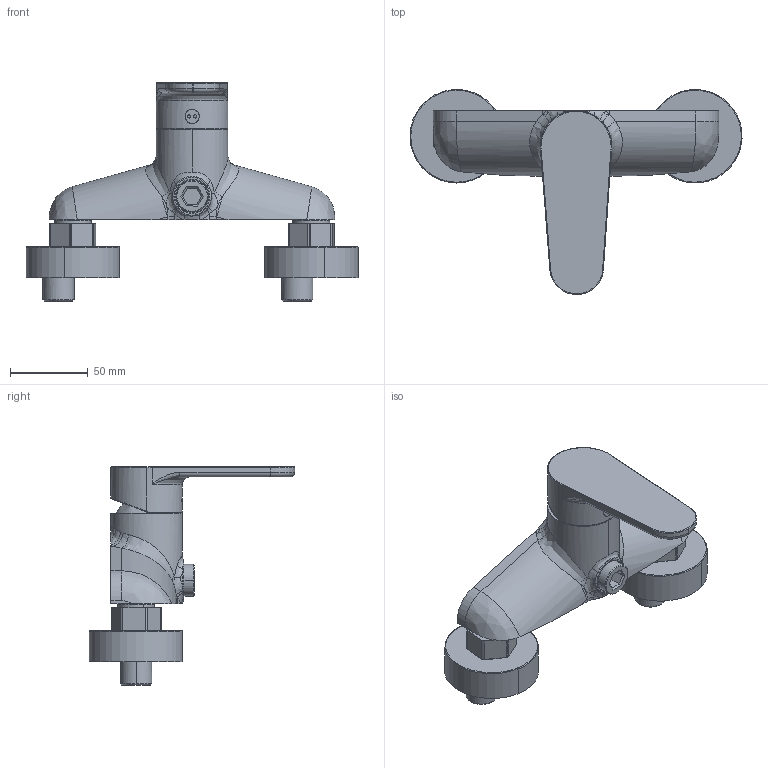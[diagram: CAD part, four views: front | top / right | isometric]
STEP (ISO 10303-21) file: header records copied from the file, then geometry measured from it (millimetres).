
FILE_DESCRIPTION (( 'STEP AP214' ), '1' );
FILE_NAME ('BLK.0005.STEP', '2022-11-08T11:34:29', ( 'Solid' ), ( '' ), 'SwSTEP 2.0', 'SolidWorks 2019', '' );
FILE_SCHEMA (( 'AUTOMOTIVE_DESIGN' ));
Length unit declared in the file: millimetre
Products named in the file (13): oring 20x2 pestana; Porca M37x1,5 com oring; Part1..; Excentrico; Pestana; O RING 26X2; corpo duche.RD; Part3; Oring 24,5x3; cartucho 35D-10 quore; BLK.0005; manipulo; espelho excentrico cilindrico
Assembly tree (18 placements, depth 2):
  BLK.0005
    corpo duche.RD
    manipulo
    Part1..  x2
    Part3
    espelho excentrico cilindrico  x2
    Excentrico  x2
    Oring 24,5x3  x2
    oring 20x2 pestana  x2
    Pestana  x2
    cartucho 35D-10 quore
    Porca M37x1,5 com oring
    O RING 26X2
Bounding box: 212.95 x 131.72 x 140.05 mm (x, y, z)
Volume: 311179.5 mm3; surface area: 110972.6 mm2
Topology: 18 solids, 18 shells, 490 faces, 1149 edges, 717 vertices
Faces by surface type: cylinder 203, plane 165, bspline 55, cone 35, torus 32
Entity records: 15014 total; most frequent: CARTESIAN_POINT 5857, DIRECTION 1729, ORIENTED_EDGE 1702, EDGE_CURVE 851, AXIS2_PLACEMENT_3D 698, VERTEX_POINT 529, EDGE_LOOP 402, FACE_OUTER_BOUND 366
